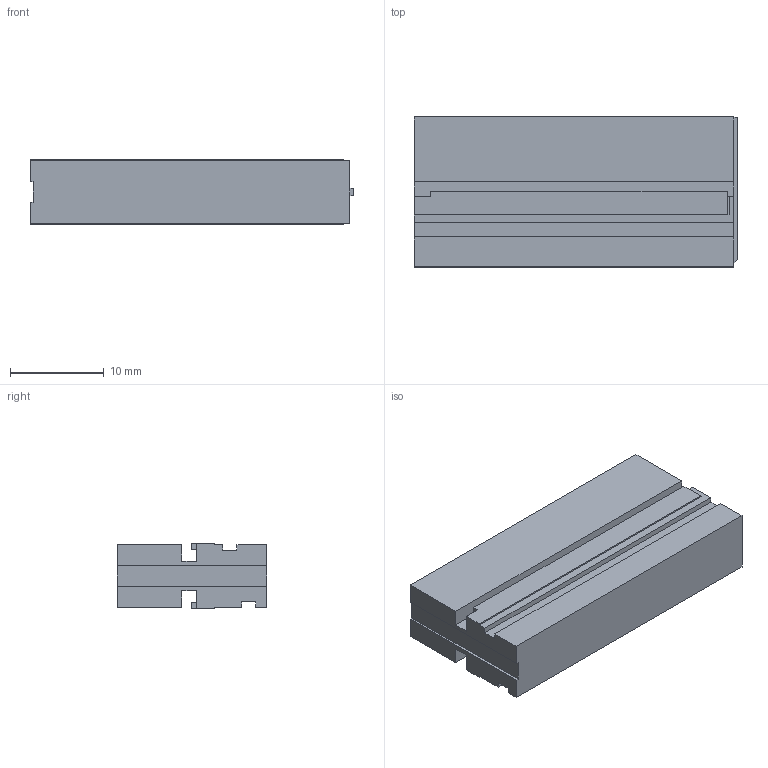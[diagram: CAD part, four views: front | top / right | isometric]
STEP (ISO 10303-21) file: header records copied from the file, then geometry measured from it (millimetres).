
FILE_DESCRIPTION(/* description */ (''),/* implementation_level */ '2;1');
FILE_NAME(/* name */ '15533303_ENV10_01.stp',/* time_stamp */ '2023-06-23T17:23:38+08:00',/* author */ (''),/* organization */ (''),/* preprocessor_version */ 'ST-DEVELOPER v16',/* originating_system */ 'SIEMENS PLM Software NX 11.0',/* authorisation */ '');
FILE_SCHEMA (('AUTOMOTIVE_DESIGN { 1 0 10303 214 3 1 1 1 }'));
Length unit declared in the file: millimetre
Products named in the file (1): 15533303_ENV10_01
Bounding box: 34.5 x 16 x 7 mm (x, y, z)
Volume: 3439.7 mm3; surface area: 2191.8 mm2
Topology: 1 solids, 1 shells, 44 faces, 126 edges, 84 vertices
Faces by surface type: plane 44
Entity records: 1434 total; most frequent: CARTESIAN_POINT 255, ORIENTED_EDGE 252, DIRECTION 216, EDGE_CURVE 126, LINE 126, VECTOR 126, VERTEX_POINT 84, AXIS2_PLACEMENT_3D 45
